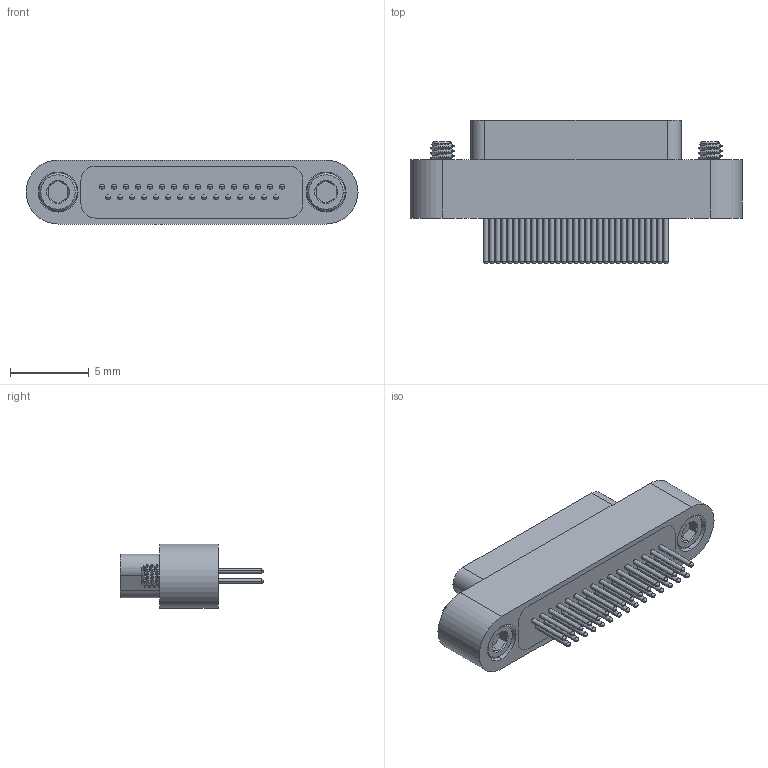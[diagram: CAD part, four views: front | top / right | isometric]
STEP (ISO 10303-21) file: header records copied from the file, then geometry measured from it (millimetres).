
FILE_DESCRIPTION (( 'STEP AP214' ), '1' );
FILE_NAME ('0-94896-31.STEP', '2022-10-24T16:51:23', ( '' ), ( '' ), 'SwSTEP 2.0', 'SolidWorks 2020', '' );
FILE_SCHEMA (( 'AUTOMOTIVE_DESIGN' ));
Length unit declared in the file: inch
Products named in the file (7): 35182-1; 33933-X_33933-31; 80602-1 AM94896_31; 92200A052_92200A052; 0-94896-31; 6310-0-15-15-04-27-34-0; 33932-X_33932-31
Assembly tree (37 placements, depth 3):
  0-94896-31
    33932-X_33932-31
    33933-X_33933-31
    6310-0-15-15-04-27-34-0  x31
    80602-1 AM94896_31
    35182-1  x2
      92200A052_92200A052
Bounding box: 21.08 x 9.13 x 4.06 mm (x, y, z)
Volume: 370.8 mm3; surface area: 1899.7 mm2
Topology: 36 solids, 36 shells, 1554 faces, 3464 edges, 2090 vertices
Faces by surface type: cylinder 786, cone 398, plane 302, sphere 62, bspline 6
Entity records: 19895 total; most frequent: CARTESIAN_POINT 4619, DIRECTION 3428, ORIENTED_EDGE 2830, AXIS2_PLACEMENT_3D 1431, EDGE_CURVE 1415, VERTEX_POINT 931, EDGE_LOOP 844, CIRCLE 789
